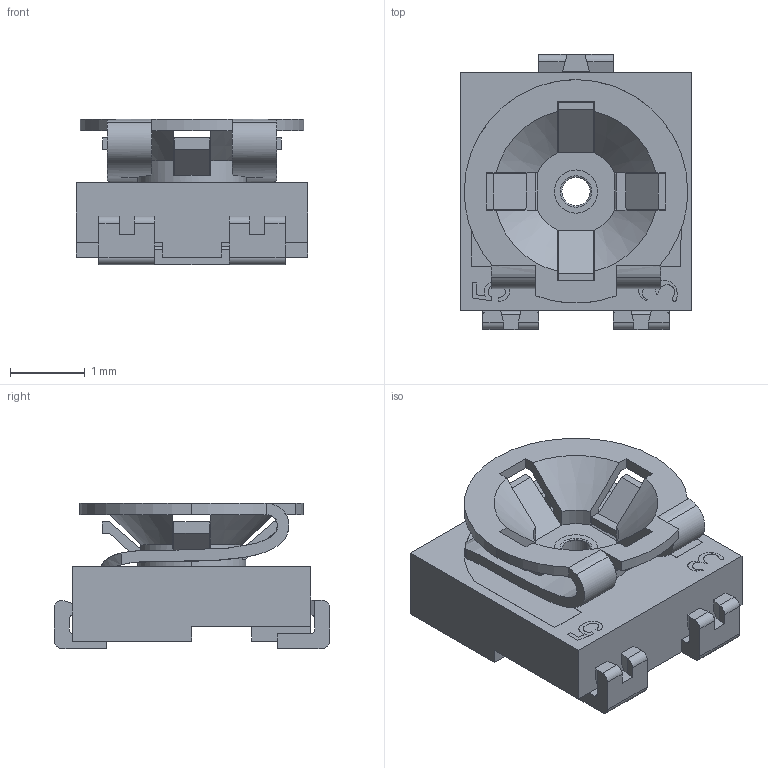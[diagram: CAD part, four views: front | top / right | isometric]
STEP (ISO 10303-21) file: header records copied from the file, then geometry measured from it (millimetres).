
FILE_DESCRIPTION (( 'STEP AP214' ), '1' );
FILE_NAME ('User Library-PVZ3A.STEP', '2016-08-02T06:40:13', ( 'Windows User' ), ( '' ), 'SwSTEP 2.0', 'SolidWorks 2016', '' );
FILE_SCHEMA (( 'AUTOMOTIVE_DESIGN' ));
Length unit declared in the file: millimetre
Products named in the file (7): User Library-PVZ3A_Pin2___ _________; User Library-PVZ3A_Pin1___ _________; User Library-PVZ3A_PVZ3A_base___ _________; User Library-PVZ3A; User Library-PVZ3A_PVZ3A_con___ _________; User Library-PVZ3A_PVZ3A_res___ _________
Assembly tree (6 placements, depth 2):
  User Library-PVZ3A
    User Library-PVZ3A_PVZ3A_base___ _________
    User Library-PVZ3A_Pin1___ _________
    User Library-PVZ3A_Pin2___ _________
    User Library-PVZ3A_Pin2___ _________
    User Library-PVZ3A_PVZ3A_res___ _________
    User Library-PVZ3A_PVZ3A_con___ _________
Bounding box: 3.1 x 3.69 x 1.95 mm (x, y, z)
Volume: 9.8 mm3; surface area: 76.2 mm2
Topology: 8 solids, 8 shells, 335 faces, 892 edges, 582 vertices
Faces by surface type: plane 224, cylinder 60, bspline 35, cone 8, torus 8
Entity records: 12551 total; most frequent: CARTESIAN_POINT 3561, ORIENTED_EDGE 1784, DIRECTION 1526, EDGE_CURVE 892, LINE 620, VECTOR 620, VERTEX_POINT 582, AXIS2_PLACEMENT_3D 453
